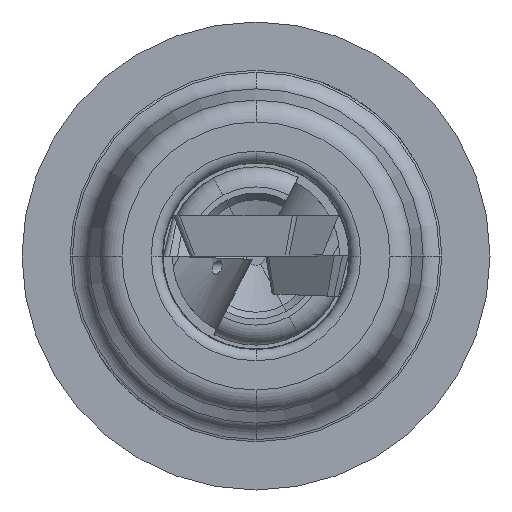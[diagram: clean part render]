
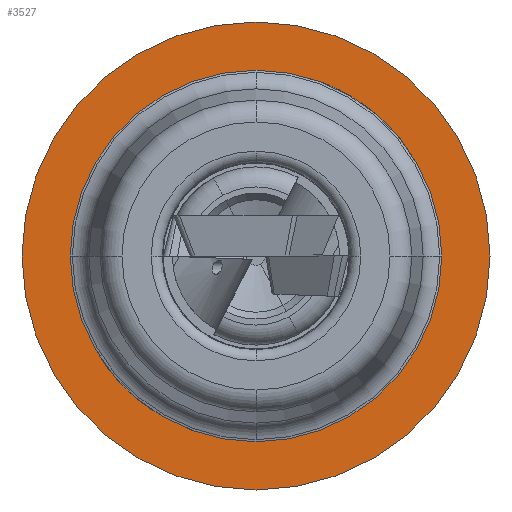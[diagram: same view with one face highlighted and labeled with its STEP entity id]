
A CAD part, front view. The second image highlights one B-rep face of the part: STEP entity #3527.
In plain terms, the highlighted face is planar.
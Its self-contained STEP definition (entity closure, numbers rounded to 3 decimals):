
#2588=CARTESIAN_POINT('',(2.,0.,-25.));
#2589=VERTEX_POINT('',#2588);
#2614=CARTESIAN_POINT('',(2.,-0.,25.));
#2615=VERTEX_POINT('',#2614);
#2622=CARTESIAN_POINT('',(2.,0.,0.));
#2623=DIRECTION('',(-1.,-0.,-0.));
#2624=DIRECTION('',(0.,0.,-1.));
#2625=AXIS2_PLACEMENT_3D('',#2622,#2623,#2624);
#2626=CIRCLE('',#2625,25.);
#2627=EDGE_CURVE('',#2589,#2615,#2626,.T.);
#3466=CARTESIAN_POINT('',(2.,31.5,-0.));
#3467=VERTEX_POINT('',#3466);
#3484=CARTESIAN_POINT('',(2.,-31.5,0.));
#3485=VERTEX_POINT('',#3484);
#3492=CARTESIAN_POINT('',(2.,0.,0.));
#3493=DIRECTION('',(1.,0.,0.));
#3494=DIRECTION('',(-0.,1.,0.));
#3495=AXIS2_PLACEMENT_3D('',#3492,#3493,#3494);
#3496=CIRCLE('',#3495,31.5);
#3497=EDGE_CURVE('',#3467,#3485,#3496,.T.);
#3502=CARTESIAN_POINT('',(2.,15.75,0.));
#3503=DIRECTION('',(1.,0.,0.));
#3504=DIRECTION('',(-0.,1.,0.));
#3505=AXIS2_PLACEMENT_3D('',#3502,#3503,#3504);
#3506=PLANE('',#3505);
#3507=ORIENTED_EDGE('',*,*,#3497,.T.);
#3508=CARTESIAN_POINT('',(2.,0.,0.));
#3509=DIRECTION('',(1.,0.,0.));
#3510=DIRECTION('',(-0.,1.,0.));
#3511=AXIS2_PLACEMENT_3D('',#3508,#3509,#3510);
#3512=CIRCLE('',#3511,31.5);
#3513=EDGE_CURVE('',#3485,#3467,#3512,.T.);
#3514=ORIENTED_EDGE('',*,*,#3513,.T.);
#3515=EDGE_LOOP('',(#3507,#3514));
#3516=FACE_BOUND('',#3515,.T.);
#3517=ORIENTED_EDGE('',*,*,#2627,.T.);
#3518=CARTESIAN_POINT('',(2.,0.,0.));
#3519=DIRECTION('',(-1.,-0.,-0.));
#3520=DIRECTION('',(0.,0.,-1.));
#3521=AXIS2_PLACEMENT_3D('',#3518,#3519,#3520);
#3522=CIRCLE('',#3521,25.);
#3523=EDGE_CURVE('',#2615,#2589,#3522,.T.);
#3524=ORIENTED_EDGE('',*,*,#3523,.T.);
#3525=EDGE_LOOP('',(#3517,#3524));
#3526=FACE_BOUND('',#3525,.T.);
#3527=ADVANCED_FACE('',(#3516,#3526),#3506,.T.);
